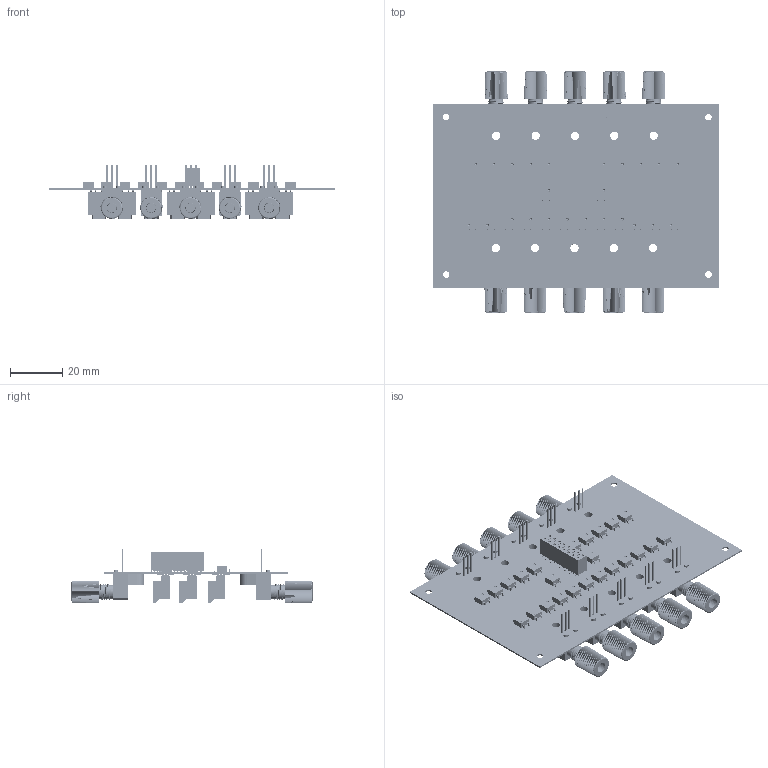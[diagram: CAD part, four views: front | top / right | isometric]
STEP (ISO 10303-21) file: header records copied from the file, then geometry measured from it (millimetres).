
FILE_DESCRIPTION(('Open CASCADE Model'),'2;1');
FILE_NAME('Open CASCADE Shape Model','2021-04-06T23:19:59',('Author'),( 'Open CASCADE'),'Open CASCADE STEP processor 6.8','Open CASCADE 6.8' ,'Unknown');
FILE_SCHEMA(('AUTOMOTIVE_DESIGN { 1 0 10303 214 1 1 1 1 }'));
Length unit declared in the file: millimetre
Products named in the file (77): PCB; Board; Open CASCADE STEP translator 6.8 2.1.1; U24; 3dmodel; U23; U22; U21; U20; U19; U18; U17; U16; U15; U14; U13; U12; U11; U10; U9; U8; U7; U6; U5; U4; U3; U2; U1; P24; 1054311102; Open CASCADE STEP translator 6.8 2.26.1.1; Open CASCADE STEP translator 6.8 2.26.1.2; 5940461072; Extruded; P23; P22; P21; P20; P19; P18 ...
Assembly tree (269 placements, depth 4):
  PCB
    Board
      Open CASCADE STEP translator 6.8 2.1.1
    U24
      3dmodel
      3dmodel
      3dmodel
      3dmodel
      3dmodel
      3dmodel
    U23
      3dmodel
      3dmodel
      3dmodel
      3dmodel
      3dmodel
      3dmodel
    U22
      3dmodel
      3dmodel
      3dmodel
      3dmodel
      3dmodel
      3dmodel
    U21
      3dmodel
      3dmodel
      3dmodel
      3dmodel
      3dmodel
      3dmodel
    U20
      3dmodel
      3dmodel
      3dmodel
      3dmodel
      3dmodel
      3dmodel
    U19
      3dmodel
      3dmodel
      3dmodel
      3dmodel
      3dmodel
      3dmodel
    U18
      3dmodel
      3dmodel
      3dmodel
      3dmodel
      3dmodel
      3dmodel
    U17
      3dmodel
      3dmodel
      3dmodel
      3dmodel
      3dmodel
      3dmodel
    U16
Bounding box: 109 x 91.88 x 20.75 mm (x, y, z)
Volume: 23477.2 mm3; surface area: 47217.8 mm2
Topology: 205 solids, 205 shells, 7943 faces, 22144 edges, 15178 vertices
Faces by surface type: plane 5681, cylinder 1540, cone 620, sphere 72, bspline 20, torus 10
Full cylindrical faces by diameter (mm): 1.575 x20, 2 x20, 2.5 x4, 3.15 x10, 3.175 x10, 3.556 x10, 3.607 x10, 4.115 x10, 5.461 x40, 6.223 x10
Entity records: 40481 total; most frequent: CARTESIAN_POINT 7733, ORIENTED_EDGE 5682, DIRECTION 5606, EDGE_CURVE 2841, LINE 2310, VECTOR 2310, VERTEX_POINT 1893, AXIS2_PLACEMENT_3D 1648
